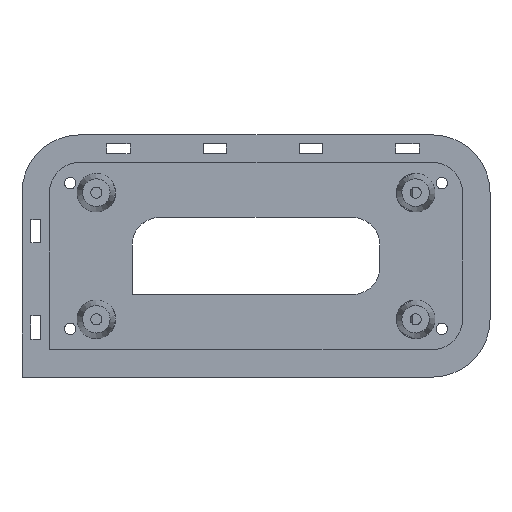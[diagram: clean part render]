
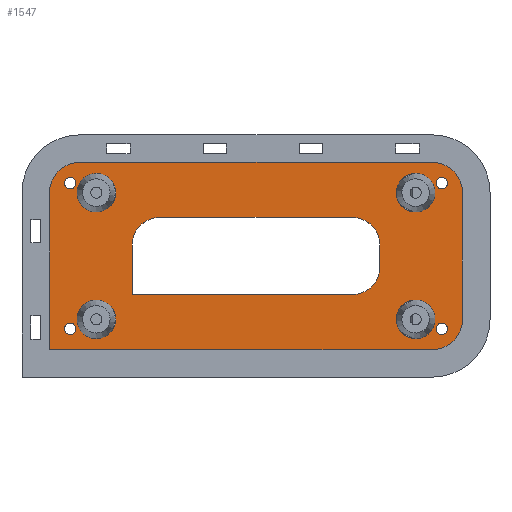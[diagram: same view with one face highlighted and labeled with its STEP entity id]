
A CAD part, top view. The second image highlights one B-rep face of the part: STEP entity #1547.
In plain terms, the highlighted planar face has unit normal (0, 0, 1).
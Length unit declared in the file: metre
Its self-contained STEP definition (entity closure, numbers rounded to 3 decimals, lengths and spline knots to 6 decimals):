
#12=LINE('',#2290,#131);
#13=LINE('',#2295,#132);
#14=LINE('',#2299,#133);
#15=LINE('',#2303,#134);
#16=LINE('',#2310,#135);
#17=LINE('',#2315,#136);
#18=LINE('',#2319,#137);
#19=LINE('',#2323,#138);
#131=VECTOR('',#1836,1.);
#132=VECTOR('',#1839,1.);
#133=VECTOR('',#1842,1.);
#134=VECTOR('',#1845,1.);
#135=VECTOR('',#1852,1.);
#136=VECTOR('',#1855,1.);
#137=VECTOR('',#1858,1.);
#138=VECTOR('',#1861,1.);
#318=ORIENTED_EDGE('',*,*,#721,.F.);
#319=ORIENTED_EDGE('',*,*,#722,.F.);
#320=ORIENTED_EDGE('',*,*,#723,.F.);
#321=ORIENTED_EDGE('',*,*,#724,.T.);
#322=ORIENTED_EDGE('',*,*,#725,.T.);
#323=ORIENTED_EDGE('',*,*,#726,.T.);
#324=ORIENTED_EDGE('',*,*,#727,.T.);
#325=ORIENTED_EDGE('',*,*,#728,.T.);
#326=ORIENTED_EDGE('',*,*,#729,.T.);
#327=ORIENTED_EDGE('',*,*,#730,.F.);
#328=ORIENTED_EDGE('',*,*,#731,.T.);
#329=ORIENTED_EDGE('',*,*,#732,.F.);
#330=ORIENTED_EDGE('',*,*,#733,.T.);
#331=ORIENTED_EDGE('',*,*,#734,.F.);
#332=ORIENTED_EDGE('',*,*,#735,.F.);
#333=ORIENTED_EDGE('',*,*,#736,.F.);
#334=ORIENTED_EDGE('',*,*,#737,.T.);
#335=ORIENTED_EDGE('',*,*,#738,.T.);
#336=ORIENTED_EDGE('',*,*,#739,.T.);
#337=ORIENTED_EDGE('',*,*,#740,.T.);
#338=ORIENTED_EDGE('',*,*,#741,.T.);
#339=ORIENTED_EDGE('',*,*,#742,.F.);
#721=EDGE_CURVE('',#925,#925,#1076,.T.);
#722=EDGE_CURVE('',#926,#926,#1077,.T.);
#723=EDGE_CURVE('',#927,#927,#1078,.T.);
#724=EDGE_CURVE('',#928,#928,#1079,.T.);
#725=EDGE_CURVE('',#929,#929,#1080,.T.);
#726=EDGE_CURVE('',#930,#931,#12,.T.);
#727=EDGE_CURVE('',#931,#932,#1081,.T.);
#728=EDGE_CURVE('',#932,#933,#13,.T.);
#729=EDGE_CURVE('',#933,#934,#1082,.T.);
#730=EDGE_CURVE('',#935,#934,#14,.T.);
#731=EDGE_CURVE('',#935,#936,#1083,.T.);
#732=EDGE_CURVE('',#930,#936,#15,.T.);
#733=EDGE_CURVE('',#937,#937,#1084,.F.);
#734=EDGE_CURVE('',#938,#938,#1085,.T.);
#735=EDGE_CURVE('',#939,#939,#1086,.T.);
#736=EDGE_CURVE('',#940,#941,#16,.T.);
#737=EDGE_CURVE('',#940,#942,#1087,.F.);
#738=EDGE_CURVE('',#942,#943,#17,.T.);
#739=EDGE_CURVE('',#943,#944,#1088,.F.);
#740=EDGE_CURVE('',#944,#945,#18,.T.);
#741=EDGE_CURVE('',#945,#946,#1089,.F.);
#742=EDGE_CURVE('',#941,#946,#19,.T.);
#925=VERTEX_POINT('',#2280);
#926=VERTEX_POINT('',#2283);
#927=VERTEX_POINT('',#2285);
#928=VERTEX_POINT('',#2287);
#929=VERTEX_POINT('',#2289);
#930=VERTEX_POINT('',#2291);
#931=VERTEX_POINT('',#2292);
#932=VERTEX_POINT('',#2294);
#933=VERTEX_POINT('',#2296);
#934=VERTEX_POINT('',#2298);
#935=VERTEX_POINT('',#2300);
#936=VERTEX_POINT('',#2302);
#937=VERTEX_POINT('',#2305);
#938=VERTEX_POINT('',#2307);
#939=VERTEX_POINT('',#2309);
#940=VERTEX_POINT('',#2311);
#941=VERTEX_POINT('',#2312);
#942=VERTEX_POINT('',#2314);
#943=VERTEX_POINT('',#2316);
#944=VERTEX_POINT('',#2318);
#945=VERTEX_POINT('',#2320);
#946=VERTEX_POINT('',#2322);
#1076=CIRCLE('',#1652,0.0035);
#1077=CIRCLE('',#1654,0.0035);
#1078=CIRCLE('',#1655,0.00105);
#1079=CIRCLE('',#1656,0.00105);
#1080=CIRCLE('',#1657,0.00105);
#1081=CIRCLE('',#1658,0.0055);
#1082=CIRCLE('',#1659,0.0055);
#1083=CIRCLE('',#1660,0.0055);
#1084=CIRCLE('',#1661,0.0035);
#1085=CIRCLE('',#1662,0.00105);
#1086=CIRCLE('',#1663,0.0035);
#1087=CIRCLE('',#1664,0.005);
#1088=CIRCLE('',#1665,0.005);
#1089=CIRCLE('',#1666,0.005);
#1154=EDGE_LOOP('',(#318));
#1155=EDGE_LOOP('',(#319));
#1156=EDGE_LOOP('',(#320));
#1157=EDGE_LOOP('',(#321));
#1158=EDGE_LOOP('',(#322));
#1159=EDGE_LOOP('',(#323,#324,#325,#326,#327,#328,#329));
#1160=EDGE_LOOP('',(#330));
#1161=EDGE_LOOP('',(#331));
#1162=EDGE_LOOP('',(#332));
#1163=EDGE_LOOP('',(#333,#334,#335,#336,#337,#338,#339));
#1329=FACE_BOUND('',#1154,.T.);
#1330=FACE_BOUND('',#1155,.T.);
#1331=FACE_BOUND('',#1156,.T.);
#1332=FACE_BOUND('',#1157,.T.);
#1333=FACE_BOUND('',#1158,.T.);
#1334=FACE_BOUND('',#1159,.T.);
#1335=FACE_BOUND('',#1160,.T.);
#1336=FACE_BOUND('',#1161,.T.);
#1337=FACE_BOUND('',#1162,.T.);
#1338=FACE_BOUND('',#1163,.T.);
#1496=PLANE('',#1653);
#1547=ADVANCED_FACE('',(#1329,#1330,#1331,#1332,#1333,#1334,#1335,#1336,
#1337,#1338),#1496,.T.);
#1652=AXIS2_PLACEMENT_3D('',#2279,#1824,#1825);
#1653=AXIS2_PLACEMENT_3D('',#2281,#1826,#1827);
#1654=AXIS2_PLACEMENT_3D('',#2282,#1828,#1829);
#1655=AXIS2_PLACEMENT_3D('',#2284,#1830,#1831);
#1656=AXIS2_PLACEMENT_3D('',#2286,#1832,#1833);
#1657=AXIS2_PLACEMENT_3D('',#2288,#1834,#1835);
#1658=AXIS2_PLACEMENT_3D('',#2293,#1837,#1838);
#1659=AXIS2_PLACEMENT_3D('',#2297,#1840,#1841);
#1660=AXIS2_PLACEMENT_3D('',#2301,#1843,#1844);
#1661=AXIS2_PLACEMENT_3D('',#2304,#1846,#1847);
#1662=AXIS2_PLACEMENT_3D('',#2306,#1848,#1849);
#1663=AXIS2_PLACEMENT_3D('',#2308,#1850,#1851);
#1664=AXIS2_PLACEMENT_3D('',#2313,#1853,#1854);
#1665=AXIS2_PLACEMENT_3D('',#2317,#1856,#1857);
#1666=AXIS2_PLACEMENT_3D('',#2321,#1859,#1860);
#1824=DIRECTION('',(0.,0.,1.));
#1825=DIRECTION('',(1.,0.,0.));
#1826=DIRECTION('',(0.,0.,1.));
#1827=DIRECTION('',(1.,0.,0.));
#1828=DIRECTION('',(0.,0.,1.));
#1829=DIRECTION('',(1.,0.,0.));
#1830=DIRECTION('',(0.,0.,1.));
#1831=DIRECTION('',(1.,0.,0.));
#1832=DIRECTION('',(0.,0.,-1.));
#1833=DIRECTION('',(1.,0.,0.));
#1834=DIRECTION('',(0.,0.,-1.));
#1835=DIRECTION('',(1.,0.,0.));
#1836=DIRECTION('',(1.,0.,0.));
#1837=DIRECTION('',(0.,0.,1.));
#1838=DIRECTION('',(1.,0.,0.));
#1839=DIRECTION('',(0.,1.,0.));
#1840=DIRECTION('',(0.,0.,1.));
#1841=DIRECTION('',(1.,0.,0.));
#1842=DIRECTION('',(1.,0.,0.));
#1843=DIRECTION('',(0.,0.,1.));
#1844=DIRECTION('',(1.,0.,0.));
#1845=DIRECTION('',(0.,1.,0.));
#1846=DIRECTION('',(0.,0.,1.));
#1847=DIRECTION('',(1.,0.,0.));
#1848=DIRECTION('',(0.,0.,1.));
#1849=DIRECTION('',(1.,0.,0.));
#1850=DIRECTION('',(0.,0.,1.));
#1851=DIRECTION('',(1.,0.,0.));
#1852=DIRECTION('',(0.,-1.,0.));
#1853=DIRECTION('',(0.,0.,1.));
#1854=DIRECTION('',(1.,0.,0.));
#1855=DIRECTION('',(1.,0.,0.));
#1856=DIRECTION('',(0.,0.,1.));
#1857=DIRECTION('',(1.,0.,0.));
#1858=DIRECTION('',(0.,-1.,0.));
#1859=DIRECTION('',(0.,0.,1.));
#1860=DIRECTION('',(1.,0.,0.));
#1861=DIRECTION('',(1.,0.,0.));
#2279=CARTESIAN_POINT('',(-0.039,-0.0955,0.0013));
#2280=CARTESIAN_POINT('',(-0.0355,-0.0955,0.0013));
#2281=CARTESIAN_POINT('',(0.0399,-0.097,0.0013));
#2282=CARTESIAN_POINT('',(0.019,-0.0955,0.0013));
#2283=CARTESIAN_POINT('',(0.0225,-0.0955,0.0013));
#2284=CARTESIAN_POINT('',(0.02375,-0.07075,0.0013));
#2285=CARTESIAN_POINT('',(0.0248,-0.07075,0.0013));
#2286=CARTESIAN_POINT('',(-0.04375,-0.09725,0.0013));
#2287=CARTESIAN_POINT('',(-0.0427,-0.09725,0.0013));
#2288=CARTESIAN_POINT('',(0.02375,-0.09725,0.0013));
#2289=CARTESIAN_POINT('',(0.0248,-0.09725,0.0013));
#2290=CARTESIAN_POINT('',(-0.01,-0.101,0.0013));
#2291=CARTESIAN_POINT('',(-0.0475,-0.101,0.0013));
#2292=CARTESIAN_POINT('',(0.022,-0.101,0.0013));
#2293=CARTESIAN_POINT('',(0.022,-0.0955,0.0013));
#2294=CARTESIAN_POINT('',(0.0275,-0.0955,0.0013));
#2295=CARTESIAN_POINT('',(0.0275,-0.0815,0.0013));
#2296=CARTESIAN_POINT('',(0.0275,-0.0725,0.0013));
#2297=CARTESIAN_POINT('',(0.022,-0.0725,0.0013));
#2298=CARTESIAN_POINT('',(0.022,-0.067,0.0013));
#2299=CARTESIAN_POINT('',(0.0175,-0.067,0.0013));
#2300=CARTESIAN_POINT('',(-0.042,-0.067,0.0013));
#2301=CARTESIAN_POINT('',(-0.042,-0.0725,0.0013));
#2302=CARTESIAN_POINT('',(-0.0475,-0.0725,0.0013));
#2303=CARTESIAN_POINT('',(-0.0475,-0.088258,0.0013));
#2304=CARTESIAN_POINT('',(-0.039,-0.0725,0.0013));
#2305=CARTESIAN_POINT('',(-0.0355,-0.0725,0.0013));
#2306=CARTESIAN_POINT('',(-0.04375,-0.07075,0.0013));
#2307=CARTESIAN_POINT('',(-0.0427,-0.07075,0.0013));
#2308=CARTESIAN_POINT('',(0.019,-0.0725,0.0013));
#2309=CARTESIAN_POINT('',(0.0225,-0.0725,0.0013));
#2310=CARTESIAN_POINT('',(-0.0325,-0.084,0.0013));
#2311=CARTESIAN_POINT('',(-0.0325,-0.082,0.0013));
#2312=CARTESIAN_POINT('',(-0.0325,-0.091,0.0013));
#2313=CARTESIAN_POINT('',(-0.0275,-0.082,0.0013));
#2314=CARTESIAN_POINT('',(-0.0275,-0.077,0.0013));
#2315=CARTESIAN_POINT('',(-0.01,-0.077,0.0013));
#2316=CARTESIAN_POINT('',(0.0075,-0.077,0.0013));
#2317=CARTESIAN_POINT('',(0.0075,-0.082,0.0013));
#2318=CARTESIAN_POINT('',(0.0125,-0.082,0.0013));
#2319=CARTESIAN_POINT('',(0.0125,-0.084,0.0013));
#2320=CARTESIAN_POINT('',(0.0125,-0.086,0.0013));
#2321=CARTESIAN_POINT('',(0.0075,-0.086,0.0013));
#2322=CARTESIAN_POINT('',(0.0075,-0.091,0.0013));
#2323=CARTESIAN_POINT('',(-0.01,-0.091,0.0013));
